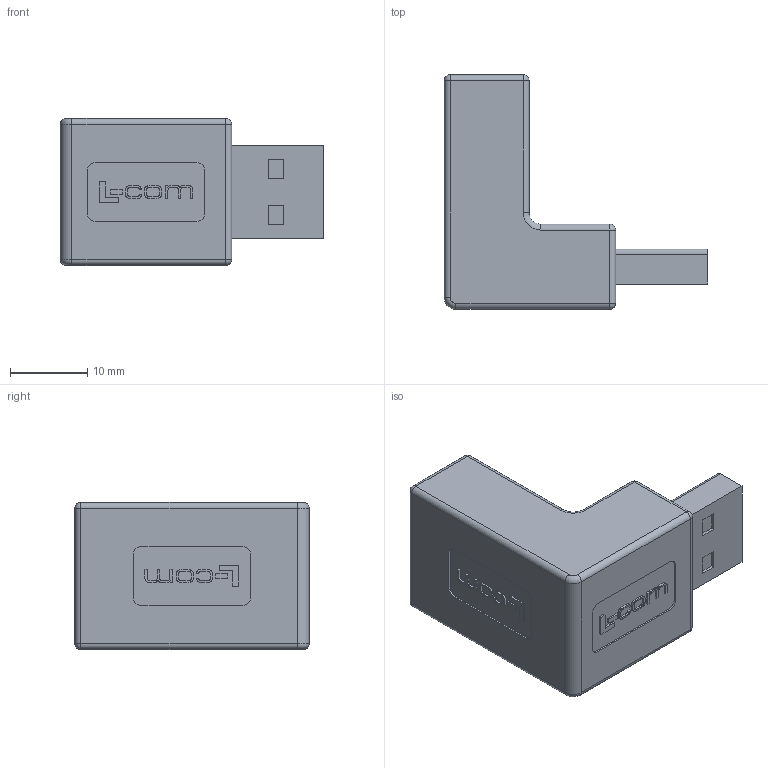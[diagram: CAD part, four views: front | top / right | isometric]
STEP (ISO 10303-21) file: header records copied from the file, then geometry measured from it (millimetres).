
FILE_DESCRIPTION (( 'STEP AP203' ), '1' );
FILE_NAME ('UADAA90-1.STEP', '2013-02-14T16:23:13', ( 'x' ), ( '' ), 'SwSTEP 2.0', 'SolidWorks 2012', '' );
FILE_SCHEMA (( 'CONFIG_CONTROL_DESIGN' ));
Length unit declared in the file: inch
Products named in the file (5): 1AA05-026_DEFAULT; MTN-387; MTN-388; UADAA90-1; 1AA05-012
Assembly tree (4 placements, depth 2):
  UADAA90-1
    1AA05-012
    1AA05-026_DEFAULT
    MTN-387
    MTN-388
Bounding box: 34.16 x 30.35 x 19.05 mm (x, y, z)
Volume: 11279.4 mm3; surface area: 6983.8 mm2
Topology: 8 solids, 8 shells, 666 faces, 1817 edges, 1178 vertices
Faces by surface type: plane 448, cylinder 146, bspline 48, sphere 16, torus 8
Entity records: 21566 total; most frequent: CARTESIAN_POINT 4332, ORIENTED_EDGE 3602, DIRECTION 3239, EDGE_CURVE 1801, LINE 1405, VECTOR 1405, VERTEX_POINT 1178, AXIS2_PLACEMENT_3D 917
